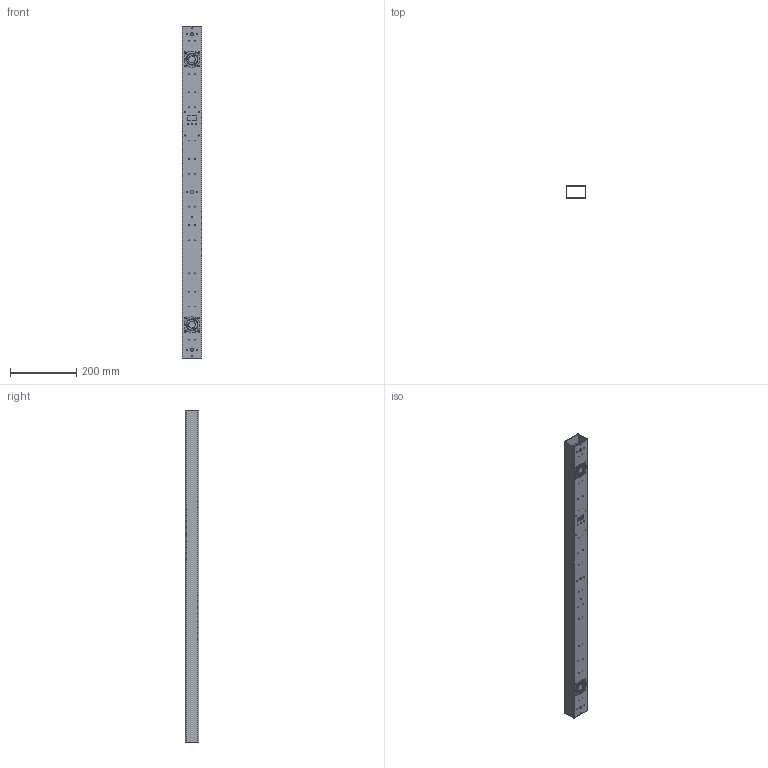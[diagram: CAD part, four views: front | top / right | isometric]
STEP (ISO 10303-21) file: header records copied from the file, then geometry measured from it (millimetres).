
FILE_DESCRIPTION (( 'STEP AP214' ), '1' );
FILE_NAME ('Alu 60x40.STEP', '2020-06-15T05:05:11', ( '' ), ( '' ), 'SwSTEP 2.0', 'SolidWorks 2020', '' );
FILE_SCHEMA (( 'AUTOMOTIVE_DESIGN' ));
Length unit declared in the file: millimetre
Products named in the file (1): Alu 60x40
Bounding box: 60 x 40 x 1000 mm (x, y, z)
Volume: 349344.3 mm3; surface area: 353578.9 mm2
Topology: 1 solids, 1 shells, 304 faces, 906 edges, 604 vertices
Faces by surface type: cylinder 266, plane 38
Entity records: 10952 total; most frequent: DIRECTION 2048, CARTESIAN_POINT 1815, ORIENTED_EDGE 1812, EDGE_CURVE 906, AXIS2_PLACEMENT_3D 837, VERTEX_POINT 604, CIRCLE 532, EDGE_LOOP 502
